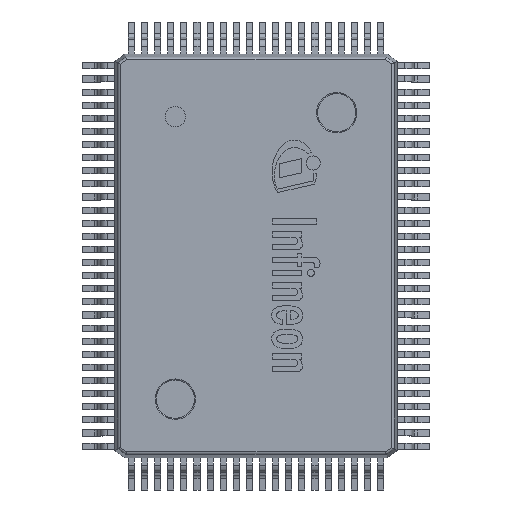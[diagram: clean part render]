
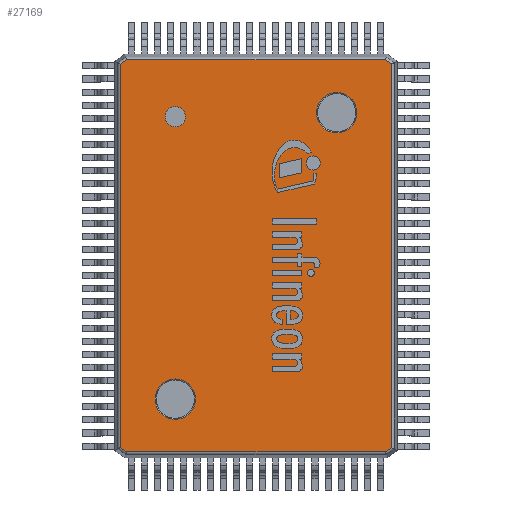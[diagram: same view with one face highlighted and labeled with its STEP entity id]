
A CAD part, top view. The second image highlights one B-rep face of the part: STEP entity #27169.
In plain terms, the highlighted planar face has unit normal (0, 0, 1).
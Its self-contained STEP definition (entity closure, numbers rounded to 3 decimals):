
#94=FACE_BOUND('',#3299,.T.);
#95=FACE_BOUND('',#3300,.T.);
#96=FACE_BOUND('',#3301,.T.);
#132=CIRCLE('',#28891,1.);
#133=CIRCLE('',#28893,1.);
#135=CIRCLE('',#28896,0.5);
#136=CIRCLE('',#28906,1.);
#137=CIRCLE('',#28907,1.);
#138=CIRCLE('',#28908,0.5);
#1695=FACE_OUTER_BOUND('',#3298,.T.);
#3298=EDGE_LOOP('',(#18007,#18008,#18009,#18010,#18011,#18012,#18013,#18014));
#3299=EDGE_LOOP('',(#18015,#18016));
#3300=EDGE_LOOP('',(#18017,#18018));
#3301=EDGE_LOOP('',(#18019,#18020));
#4942=LINE('',#39571,#8069);
#4943=LINE('',#39573,#8070);
#4944=LINE('',#39575,#8071);
#4945=LINE('',#39577,#8072);
#4946=LINE('',#39579,#8073);
#4947=LINE('',#39581,#8074);
#4948=LINE('',#39583,#8075);
#4949=LINE('',#39584,#8076);
#8069=VECTOR('',#31483,1000.);
#8070=VECTOR('',#31484,1000.);
#8071=VECTOR('',#31485,1000.);
#8072=VECTOR('',#31486,1000.);
#8073=VECTOR('',#31487,1000.);
#8074=VECTOR('',#31488,1000.);
#8075=VECTOR('',#31489,1000.);
#8076=VECTOR('',#31490,1000.);
#11168=VERTEX_POINT('',#39500);
#11169=VERTEX_POINT('',#39502);
#11170=VERTEX_POINT('',#39506);
#11171=VERTEX_POINT('',#39508);
#11174=VERTEX_POINT('',#39515);
#11175=VERTEX_POINT('',#39517);
#11192=VERTEX_POINT('',#39569);
#11193=VERTEX_POINT('',#39570);
#11194=VERTEX_POINT('',#39572);
#11195=VERTEX_POINT('',#39574);
#11196=VERTEX_POINT('',#39576);
#11197=VERTEX_POINT('',#39578);
#11198=VERTEX_POINT('',#39580);
#11199=VERTEX_POINT('',#39582);
#13875=EDGE_CURVE('',#11168,#11169,#132,.T.);
#13878=EDGE_CURVE('',#11170,#11171,#133,.T.);
#13882=EDGE_CURVE('',#11174,#11175,#135,.T.);
#13908=EDGE_CURVE('',#11192,#11193,#4942,.T.);
#13909=EDGE_CURVE('',#11193,#11194,#4943,.T.);
#13910=EDGE_CURVE('',#11194,#11195,#4944,.T.);
#13911=EDGE_CURVE('',#11195,#11196,#4945,.T.);
#13912=EDGE_CURVE('',#11196,#11197,#4946,.T.);
#13913=EDGE_CURVE('',#11197,#11198,#4947,.T.);
#13914=EDGE_CURVE('',#11198,#11199,#4948,.T.);
#13915=EDGE_CURVE('',#11199,#11192,#4949,.T.);
#13916=EDGE_CURVE('',#11169,#11168,#136,.T.);
#13917=EDGE_CURVE('',#11171,#11170,#137,.T.);
#13918=EDGE_CURVE('',#11175,#11174,#138,.T.);
#18007=ORIENTED_EDGE('',*,*,#13908,.T.);
#18008=ORIENTED_EDGE('',*,*,#13909,.T.);
#18009=ORIENTED_EDGE('',*,*,#13910,.T.);
#18010=ORIENTED_EDGE('',*,*,#13911,.T.);
#18011=ORIENTED_EDGE('',*,*,#13912,.T.);
#18012=ORIENTED_EDGE('',*,*,#13913,.T.);
#18013=ORIENTED_EDGE('',*,*,#13914,.T.);
#18014=ORIENTED_EDGE('',*,*,#13915,.T.);
#18015=ORIENTED_EDGE('',*,*,#13916,.F.);
#18016=ORIENTED_EDGE('',*,*,#13875,.F.);
#18017=ORIENTED_EDGE('',*,*,#13917,.F.);
#18018=ORIENTED_EDGE('',*,*,#13878,.F.);
#18019=ORIENTED_EDGE('',*,*,#13918,.F.);
#18020=ORIENTED_EDGE('',*,*,#13882,.F.);
#26033=PLANE('',#28905);
#27169=ADVANCED_FACE('',(#1695,#94,#95,#96),#26033,.T.);
#28891=AXIS2_PLACEMENT_3D('',#39503,#31424,#31425);
#28893=AXIS2_PLACEMENT_3D('',#39509,#31430,#31431);
#28896=AXIS2_PLACEMENT_3D('',#39518,#31438,#31439);
#28905=AXIS2_PLACEMENT_3D('',#39568,#31481,#31482);
#28906=AXIS2_PLACEMENT_3D('',#39585,#31491,#31492);
#28907=AXIS2_PLACEMENT_3D('',#39586,#31493,#31494);
#28908=AXIS2_PLACEMENT_3D('',#39587,#31495,#31496);
#31424=DIRECTION('center_axis',(0.,0.,1.));
#31425=DIRECTION('ref_axis',(0.,-1.,0.));
#31430=DIRECTION('center_axis',(0.,0.,1.));
#31431=DIRECTION('ref_axis',(0.,-1.,0.));
#31438=DIRECTION('center_axis',(0.,0.,1.));
#31439=DIRECTION('ref_axis',(0.,-1.,0.));
#31481=DIRECTION('center_axis',(0.,0.,1.));
#31482=DIRECTION('ref_axis',(0.,-1.,0.));
#31483=DIRECTION('',(1.,0.,0.));
#31484=DIRECTION('',(0.82,0.572,0.));
#31485=DIRECTION('',(0.,1.,0.));
#31486=DIRECTION('',(-0.82,0.572,0.));
#31487=DIRECTION('',(-1.,0.,0.));
#31488=DIRECTION('',(-0.82,-0.572,0.));
#31489=DIRECTION('',(0.,-1.,0.));
#31490=DIRECTION('',(0.82,-0.572,0.));
#31491=DIRECTION('center_axis',(0.,0.,1.));
#31492=DIRECTION('ref_axis',(0.,-1.,0.));
#31493=DIRECTION('center_axis',(0.,0.,1.));
#31494=DIRECTION('ref_axis',(0.,-1.,0.));
#31495=DIRECTION('center_axis',(0.,0.,1.));
#31496=DIRECTION('ref_axis',(0.,-1.,0.));
#39500=CARTESIAN_POINT('',(4.,8.1,3.4));
#39502=CARTESIAN_POINT('',(4.,6.1,3.4));
#39503=CARTESIAN_POINT('Origin',(4.,7.1,3.4));
#39506=CARTESIAN_POINT('',(-4.,-6.1,3.4));
#39508=CARTESIAN_POINT('',(-4.,-8.1,3.4));
#39509=CARTESIAN_POINT('Origin',(-4.,-7.1,3.4));
#39515=CARTESIAN_POINT('',(-4.,7.4,3.4));
#39517=CARTESIAN_POINT('',(-4.,6.4,3.4));
#39518=CARTESIAN_POINT('Origin',(-4.,6.9,3.4));
#39568=CARTESIAN_POINT('Origin',(0.,0.,3.4));
#39569=CARTESIAN_POINT('',(-6.417,-9.719,3.4));
#39570=CARTESIAN_POINT('',(6.417,-9.719,3.4));
#39571=CARTESIAN_POINT('',(6.452,-9.719,3.4));
#39572=CARTESIAN_POINT('',(6.719,-9.508,3.4));
#39573=CARTESIAN_POINT('',(6.767,-9.475,3.4));
#39574=CARTESIAN_POINT('',(6.719,9.508,3.4));
#39575=CARTESIAN_POINT('',(6.719,9.567,3.4));
#39576=CARTESIAN_POINT('',(6.417,9.719,3.4));
#39577=CARTESIAN_POINT('',(6.388,9.739,3.4));
#39578=CARTESIAN_POINT('',(-6.417,9.719,3.4));
#39579=CARTESIAN_POINT('',(-6.452,9.719,3.4));
#39580=CARTESIAN_POINT('',(-6.719,9.508,3.4));
#39581=CARTESIAN_POINT('',(-6.767,9.475,3.4));
#39582=CARTESIAN_POINT('',(-6.719,-9.508,3.4));
#39583=CARTESIAN_POINT('',(-6.719,-9.567,3.4));
#39584=CARTESIAN_POINT('',(-6.388,-9.739,3.4));
#39585=CARTESIAN_POINT('Origin',(4.,7.1,3.4));
#39586=CARTESIAN_POINT('Origin',(-4.,-7.1,3.4));
#39587=CARTESIAN_POINT('Origin',(-4.,6.9,3.4));
